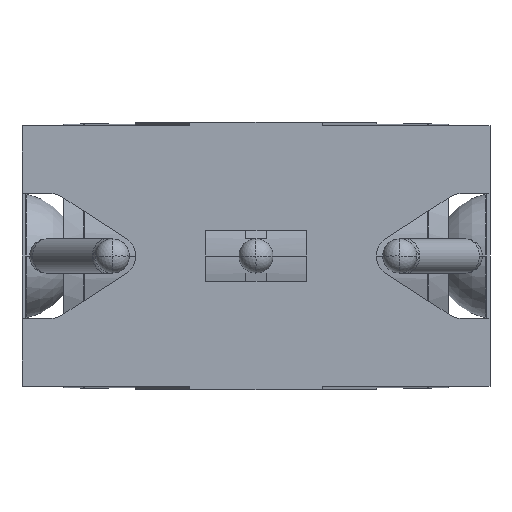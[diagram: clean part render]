
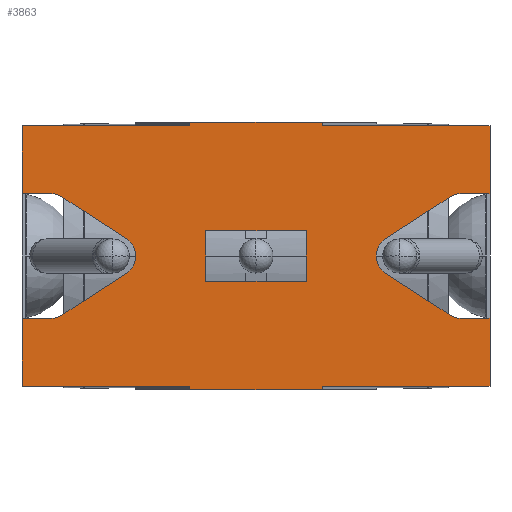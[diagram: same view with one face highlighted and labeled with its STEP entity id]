
A CAD part, left-side view. The second image highlights one B-rep face of the part: STEP entity #3863.
In plain terms, the highlighted planar face has unit normal (-1, 0, 0).
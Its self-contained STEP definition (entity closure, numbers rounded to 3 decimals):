
#1276=DIRECTION('',(0.,-1.,0.));
#1277=VECTOR('',#1276,3.);
#1278=CARTESIAN_POINT('',(-4.05,1.5,0.75));
#1279=LINE('',#1278,#1277);
#1280=DIRECTION('',(0.,0.,1.));
#1281=VECTOR('',#1280,1.5);
#1282=CARTESIAN_POINT('',(-4.05,1.5,-0.75));
#1283=LINE('',#1282,#1281);
#1284=DIRECTION('',(0.,1.,0.));
#1285=VECTOR('',#1284,3.);
#1286=CARTESIAN_POINT('',(-4.05,-1.5,-0.75));
#1287=LINE('',#1286,#1285);
#1288=DIRECTION('',(0.,0.,-1.));
#1289=VECTOR('',#1288,1.5);
#1290=CARTESIAN_POINT('',(-4.05,-1.5,0.75));
#1291=LINE('',#1290,#1289);
#1292=DIRECTION('',(0.,-1.,0.));
#1293=VECTOR('',#1292,3.95);
#1294=CARTESIAN_POINT('',(-4.05,1.975,-4.));
#1295=LINE('',#1294,#1293);
#1296=DIRECTION('',(0.,0.,1.));
#1297=VECTOR('',#1296,0.1);
#1298=CARTESIAN_POINT('',(-4.05,1.975,-4.));
#1299=LINE('',#1298,#1297);
#1300=DIRECTION('',(0.,-1.,0.));
#1301=VECTOR('',#1300,5.025);
#1302=CARTESIAN_POINT('',(-4.05,7.,-3.9));
#1303=LINE('',#1302,#1301);
#1304=DIRECTION('',(0.,0.,-1.));
#1305=VECTOR('',#1304,2.034);
#1306=CARTESIAN_POINT('',(-4.05,7.,-1.866));
#1307=LINE('',#1306,#1305);
#1308=DIRECTION('',(0.,1.,0.));
#1309=VECTOR('',#1308,0.893);
#1310=CARTESIAN_POINT('',(-4.05,6.107,-1.866));
#1311=LINE('',#1310,#1309);
#1312=CARTESIAN_POINT('',(-4.05,6.107,-1.366));
#1313=DIRECTION('',(1.,0.,0.));
#1314=DIRECTION('',(0.,-0.545,-0.839));
#1315=AXIS2_PLACEMENT_3D('',#1312,#1313,#1314);
#1317=DIRECTION('',(0.,0.839,-0.545));
#1318=VECTOR('',#1317,2.33);
#1319=CARTESIAN_POINT('',(-4.05,3.881,-0.517));
#1320=LINE('',#1319,#1318);
#1321=CARTESIAN_POINT('',(-4.05,4.216,0.));
#1322=DIRECTION('',(1.,0.,0.));
#1323=DIRECTION('',(0.,-0.545,0.839));
#1324=AXIS2_PLACEMENT_3D('',#1321,#1322,#1323);
#1326=DIRECTION('',(0.,-0.839,-0.545));
#1327=VECTOR('',#1326,2.33);
#1328=CARTESIAN_POINT('',(-4.05,5.835,1.785));
#1329=LINE('',#1328,#1327);
#1330=CARTESIAN_POINT('',(-4.05,6.107,1.366));
#1331=DIRECTION('',(1.,0.,0.));
#1332=DIRECTION('',(0.,0.,1.));
#1333=AXIS2_PLACEMENT_3D('',#1330,#1331,#1332);
#1335=DIRECTION('',(0.,-1.,0.));
#1336=VECTOR('',#1335,0.893);
#1337=CARTESIAN_POINT('',(-4.05,7.,1.866));
#1338=LINE('',#1337,#1336);
#1339=DIRECTION('',(0.,0.,-1.));
#1340=VECTOR('',#1339,2.034);
#1341=CARTESIAN_POINT('',(-4.05,7.,3.9));
#1342=LINE('',#1341,#1340);
#1343=DIRECTION('',(0.,1.,0.));
#1344=VECTOR('',#1343,5.025);
#1345=CARTESIAN_POINT('',(-4.05,1.975,3.9));
#1346=LINE('',#1345,#1344);
#1347=DIRECTION('',(0.,0.,-1.));
#1348=VECTOR('',#1347,0.1);
#1349=CARTESIAN_POINT('',(-4.05,1.975,4.));
#1350=LINE('',#1349,#1348);
#1351=DIRECTION('',(0.,1.,0.));
#1352=VECTOR('',#1351,3.95);
#1353=CARTESIAN_POINT('',(-4.05,-1.975,4.));
#1354=LINE('',#1353,#1352);
#1355=DIRECTION('',(0.,0.,-1.));
#1356=VECTOR('',#1355,0.1);
#1357=CARTESIAN_POINT('',(-4.05,-1.975,4.));
#1358=LINE('',#1357,#1356);
#1359=DIRECTION('',(0.,1.,0.));
#1360=VECTOR('',#1359,5.025);
#1361=CARTESIAN_POINT('',(-4.05,-7.,3.9));
#1362=LINE('',#1361,#1360);
#1363=DIRECTION('',(0.,0.,1.));
#1364=VECTOR('',#1363,2.034);
#1365=CARTESIAN_POINT('',(-4.05,-7.,1.866));
#1366=LINE('',#1365,#1364);
#1367=DIRECTION('',(0.,-1.,0.));
#1368=VECTOR('',#1367,0.893);
#1369=CARTESIAN_POINT('',(-4.05,-6.107,1.866));
#1370=LINE('',#1369,#1368);
#1371=CARTESIAN_POINT('',(-4.05,-6.107,1.366));
#1372=DIRECTION('',(1.,0.,0.));
#1373=DIRECTION('',(0.,0.545,0.839));
#1374=AXIS2_PLACEMENT_3D('',#1371,#1372,#1373);
#1376=DIRECTION('',(0.,-0.839,0.545));
#1377=VECTOR('',#1376,2.33);
#1378=CARTESIAN_POINT('',(-4.05,-3.881,0.517));
#1379=LINE('',#1378,#1377);
#1380=CARTESIAN_POINT('',(-4.05,-4.216,0.));
#1381=DIRECTION('',(1.,0.,0.));
#1382=DIRECTION('',(0.,0.545,-0.839));
#1383=AXIS2_PLACEMENT_3D('',#1380,#1381,#1382);
#1385=DIRECTION('',(0.,0.839,0.545));
#1386=VECTOR('',#1385,2.33);
#1387=CARTESIAN_POINT('',(-4.05,-5.835,-1.785));
#1388=LINE('',#1387,#1386);
#1389=CARTESIAN_POINT('',(-4.05,-6.107,-1.366));
#1390=DIRECTION('',(1.,0.,0.));
#1391=DIRECTION('',(0.,0.,-1.));
#1392=AXIS2_PLACEMENT_3D('',#1389,#1390,#1391);
#1394=DIRECTION('',(0.,1.,0.));
#1395=VECTOR('',#1394,0.893);
#1396=CARTESIAN_POINT('',(-4.05,-7.,-1.866));
#1397=LINE('',#1396,#1395);
#1398=DIRECTION('',(0.,0.,1.));
#1399=VECTOR('',#1398,2.034);
#1400=CARTESIAN_POINT('',(-4.05,-7.,-3.9));
#1401=LINE('',#1400,#1399);
#1402=DIRECTION('',(0.,-1.,0.));
#1403=VECTOR('',#1402,5.025);
#1404=CARTESIAN_POINT('',(-4.05,-1.975,-3.9));
#1405=LINE('',#1404,#1403);
#1406=DIRECTION('',(0.,0.,1.));
#1407=VECTOR('',#1406,0.1);
#1408=CARTESIAN_POINT('',(-4.05,-1.975,-4.));
#1409=LINE('',#1408,#1407);
#2095=CARTESIAN_POINT('',(-4.05,7.,3.9));
#2096=CARTESIAN_POINT('',(-4.05,7.,1.866));
#2097=VERTEX_POINT('',#2095);
#2098=VERTEX_POINT('',#2096);
#2099=CARTESIAN_POINT('',(-4.05,6.107,1.866));
#2100=VERTEX_POINT('',#2099);
#2101=CARTESIAN_POINT('',(-4.05,5.835,1.785));
#2102=VERTEX_POINT('',#2101);
#2103=CARTESIAN_POINT('',(-4.05,3.881,0.517));
#2104=VERTEX_POINT('',#2103);
#2105=CARTESIAN_POINT('',(-4.05,3.881,-0.517));
#2106=VERTEX_POINT('',#2105);
#2107=CARTESIAN_POINT('',(-4.05,5.835,-1.785));
#2108=VERTEX_POINT('',#2107);
#2109=CARTESIAN_POINT('',(-4.05,6.107,-1.866));
#2110=VERTEX_POINT('',#2109);
#2111=CARTESIAN_POINT('',(-4.05,7.,-1.866));
#2112=VERTEX_POINT('',#2111);
#2113=CARTESIAN_POINT('',(-4.05,7.,-3.9));
#2114=VERTEX_POINT('',#2113);
#2115=CARTESIAN_POINT('',(-4.05,-7.,-3.9));
#2116=CARTESIAN_POINT('',(-4.05,-7.,-1.866));
#2117=VERTEX_POINT('',#2115);
#2118=VERTEX_POINT('',#2116);
#2119=CARTESIAN_POINT('',(-4.05,-6.107,-1.866));
#2120=VERTEX_POINT('',#2119);
#2121=CARTESIAN_POINT('',(-4.05,-5.835,-1.785));
#2122=VERTEX_POINT('',#2121);
#2123=CARTESIAN_POINT('',(-4.05,-3.881,-0.517));
#2124=VERTEX_POINT('',#2123);
#2125=CARTESIAN_POINT('',(-4.05,-3.881,0.517));
#2126=VERTEX_POINT('',#2125);
#2127=CARTESIAN_POINT('',(-4.05,-5.835,1.785));
#2128=VERTEX_POINT('',#2127);
#2129=CARTESIAN_POINT('',(-4.05,-6.107,1.866));
#2130=VERTEX_POINT('',#2129);
#2131=CARTESIAN_POINT('',(-4.05,-7.,1.866));
#2132=VERTEX_POINT('',#2131);
#2133=CARTESIAN_POINT('',(-4.05,-7.,3.9));
#2134=VERTEX_POINT('',#2133);
#2135=CARTESIAN_POINT('',(-4.05,1.5,0.75));
#2136=CARTESIAN_POINT('',(-4.05,-1.5,0.75));
#2137=VERTEX_POINT('',#2135);
#2138=VERTEX_POINT('',#2136);
#2139=CARTESIAN_POINT('',(-4.05,-1.5,-0.75));
#2140=VERTEX_POINT('',#2139);
#2141=CARTESIAN_POINT('',(-4.05,1.5,-0.75));
#2142=VERTEX_POINT('',#2141);
#2219=CARTESIAN_POINT('',(-4.05,-1.975,4.));
#2220=CARTESIAN_POINT('',(-4.05,-1.975,3.9));
#2221=VERTEX_POINT('',#2219);
#2222=VERTEX_POINT('',#2220);
#2223=CARTESIAN_POINT('',(-4.05,1.975,4.));
#2224=CARTESIAN_POINT('',(-4.05,1.975,3.9));
#2225=VERTEX_POINT('',#2223);
#2226=VERTEX_POINT('',#2224);
#2277=CARTESIAN_POINT('',(-4.05,-1.975,-4.));
#2278=CARTESIAN_POINT('',(-4.05,-1.975,-3.9));
#2279=VERTEX_POINT('',#2277);
#2280=VERTEX_POINT('',#2278);
#2281=CARTESIAN_POINT('',(-4.05,1.975,-4.));
#2282=CARTESIAN_POINT('',(-4.05,1.975,-3.9));
#2283=VERTEX_POINT('',#2281);
#2284=VERTEX_POINT('',#2282);
#3794=CARTESIAN_POINT('',(-4.05,0.,0.));
#3795=DIRECTION('',(-1.,0.,0.));
#3796=DIRECTION('',(0.,-1.,0.));
#3797=AXIS2_PLACEMENT_3D('',#3794,#3795,#3796);
#3798=PLANE('',#3797);
#3800=ORIENTED_EDGE('',*,*,#3799,.F.);
#3802=ORIENTED_EDGE('',*,*,#3801,.T.);
#3804=ORIENTED_EDGE('',*,*,#3803,.F.);
#3806=ORIENTED_EDGE('',*,*,#3805,.F.);
#3808=ORIENTED_EDGE('',*,*,#3807,.F.);
#3810=ORIENTED_EDGE('',*,*,#3809,.F.);
#3812=ORIENTED_EDGE('',*,*,#3811,.F.);
#3814=ORIENTED_EDGE('',*,*,#3813,.F.);
#3816=ORIENTED_EDGE('',*,*,#3815,.F.);
#3818=ORIENTED_EDGE('',*,*,#3817,.F.);
#3820=ORIENTED_EDGE('',*,*,#3819,.F.);
#3822=ORIENTED_EDGE('',*,*,#3821,.F.);
#3824=ORIENTED_EDGE('',*,*,#3823,.F.);
#3826=ORIENTED_EDGE('',*,*,#3825,.F.);
#3828=ORIENTED_EDGE('',*,*,#3827,.F.);
#3830=ORIENTED_EDGE('',*,*,#3829,.T.);
#3832=ORIENTED_EDGE('',*,*,#3831,.F.);
#3834=ORIENTED_EDGE('',*,*,#3833,.F.);
#3836=ORIENTED_EDGE('',*,*,#3835,.F.);
#3838=ORIENTED_EDGE('',*,*,#3837,.F.);
#3840=ORIENTED_EDGE('',*,*,#3839,.F.);
#3842=ORIENTED_EDGE('',*,*,#3841,.F.);
#3844=ORIENTED_EDGE('',*,*,#3843,.F.);
#3846=ORIENTED_EDGE('',*,*,#3845,.F.);
#3848=ORIENTED_EDGE('',*,*,#3847,.F.);
#3850=ORIENTED_EDGE('',*,*,#3849,.F.);
#3852=ORIENTED_EDGE('',*,*,#3851,.F.);
#3854=ORIENTED_EDGE('',*,*,#3853,.F.);
#3855=EDGE_LOOP('',(#3800,#3802,#3804,#3806,#3808,#3810,#3812,#3814,#3816,#3818,
#3820,#3822,#3824,#3826,#3828,#3830,#3832,#3834,#3836,#3838,#3840,#3842,#3844,
#3846,#3848,#3850,#3852,#3854));
#3856=FACE_OUTER_BOUND('',#3855,.F.);
#3857=ORIENTED_EDGE('',*,*,#3746,.F.);
#3858=ORIENTED_EDGE('',*,*,#3761,.F.);
#3859=ORIENTED_EDGE('',*,*,#3775,.F.);
#3860=ORIENTED_EDGE('',*,*,#3788,.F.);
#3861=EDGE_LOOP('',(#3857,#3858,#3859,#3860));
#3862=FACE_BOUND('',#3861,.F.);
#1316=CIRCLE('',#1315,0.5);
#1325=CIRCLE('',#1324,0.616);
#1334=CIRCLE('',#1333,0.5);
#1375=CIRCLE('',#1374,0.5);
#1384=CIRCLE('',#1383,0.616);
#1393=CIRCLE('',#1392,0.5);
#3746=EDGE_CURVE('',#2137,#2138,#1279,.T.);
#3761=EDGE_CURVE('',#2142,#2137,#1283,.T.);
#3775=EDGE_CURVE('',#2140,#2142,#1287,.T.);
#3788=EDGE_CURVE('',#2138,#2140,#1291,.T.);
#3799=EDGE_CURVE('',#2283,#2279,#1295,.T.);
#3801=EDGE_CURVE('',#2283,#2284,#1299,.T.);
#3803=EDGE_CURVE('',#2114,#2284,#1303,.T.);
#3805=EDGE_CURVE('',#2112,#2114,#1307,.T.);
#3807=EDGE_CURVE('',#2110,#2112,#1311,.T.);
#3809=EDGE_CURVE('',#2108,#2110,#1316,.T.);
#3811=EDGE_CURVE('',#2106,#2108,#1320,.T.);
#3813=EDGE_CURVE('',#2104,#2106,#1325,.T.);
#3815=EDGE_CURVE('',#2102,#2104,#1329,.T.);
#3817=EDGE_CURVE('',#2100,#2102,#1334,.T.);
#3819=EDGE_CURVE('',#2098,#2100,#1338,.T.);
#3821=EDGE_CURVE('',#2097,#2098,#1342,.T.);
#3823=EDGE_CURVE('',#2226,#2097,#1346,.T.);
#3825=EDGE_CURVE('',#2225,#2226,#1350,.T.);
#3827=EDGE_CURVE('',#2221,#2225,#1354,.T.);
#3829=EDGE_CURVE('',#2221,#2222,#1358,.T.);
#3831=EDGE_CURVE('',#2134,#2222,#1362,.T.);
#3833=EDGE_CURVE('',#2132,#2134,#1366,.T.);
#3835=EDGE_CURVE('',#2130,#2132,#1370,.T.);
#3837=EDGE_CURVE('',#2128,#2130,#1375,.T.);
#3839=EDGE_CURVE('',#2126,#2128,#1379,.T.);
#3841=EDGE_CURVE('',#2124,#2126,#1384,.T.);
#3843=EDGE_CURVE('',#2122,#2124,#1388,.T.);
#3845=EDGE_CURVE('',#2120,#2122,#1393,.T.);
#3847=EDGE_CURVE('',#2118,#2120,#1397,.T.);
#3849=EDGE_CURVE('',#2117,#2118,#1401,.T.);
#3851=EDGE_CURVE('',#2280,#2117,#1405,.T.);
#3853=EDGE_CURVE('',#2279,#2280,#1409,.T.);
#3863=ADVANCED_FACE('',(#3856,#3862),#3798,.T.);
